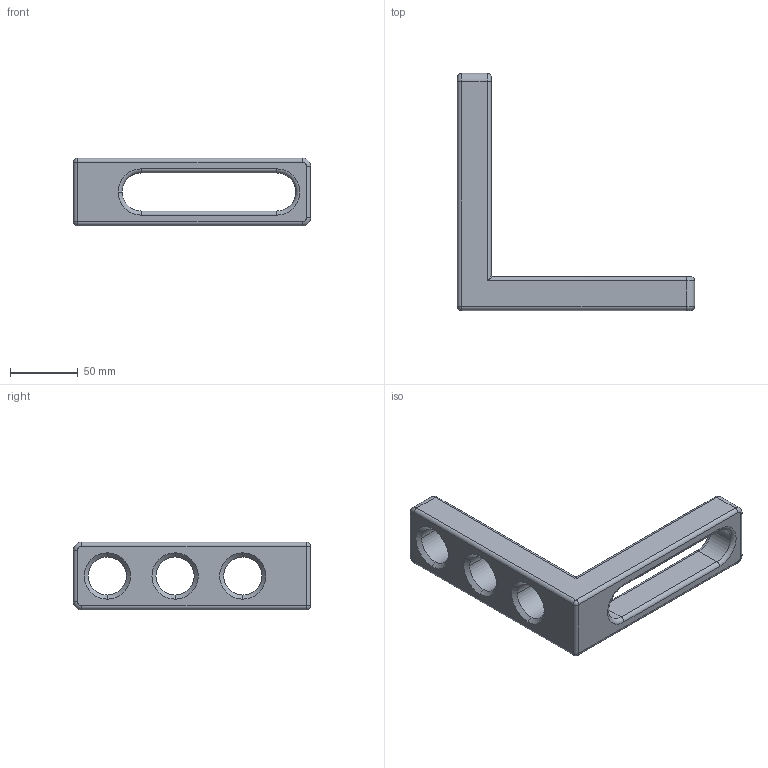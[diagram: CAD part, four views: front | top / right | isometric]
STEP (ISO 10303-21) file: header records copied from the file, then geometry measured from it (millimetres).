
FILE_DESCRIPTION (( 'STEP AP203' ), '1' );
FILE_NAME ('280110_175.step', '2014-08-11T18:18:35', ( 'User' ), ( '' ), 'SwSTEP 2.0', 'SolidWorks 2014', '' );
FILE_SCHEMA (( 'CONFIG_CONTROL_DESIGN' ));
Length unit declared in the file: millimetre
Products named in the file (1): 280110_175
Bounding box: 175 x 175 x 50 mm (x, y, z)
Volume: 266254.3 mm3; surface area: 50570.9 mm2
Topology: 1 solids, 1 shells, 69 faces, 163 edges, 92 vertices
Faces by surface type: cylinder 30, torus 13, cone 12, plane 10, sphere 2, bspline 2
Entity records: 2113 total; most frequent: CARTESIAN_POINT 415, DIRECTION 380, ORIENTED_EDGE 318, EDGE_CURVE 159, AXIS2_PLACEMENT_3D 157, VERTEX_POINT 92, CIRCLE 89, EDGE_LOOP 77
